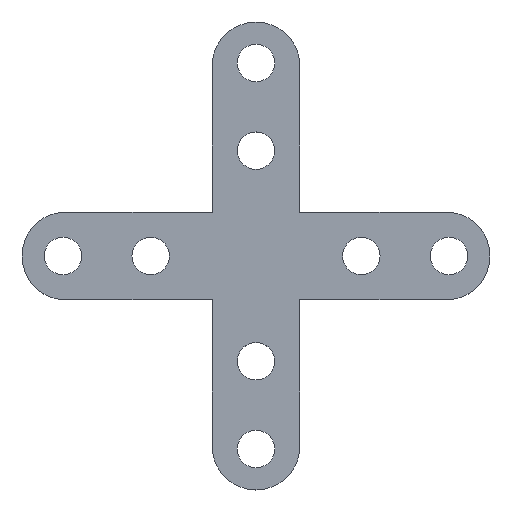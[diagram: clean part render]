
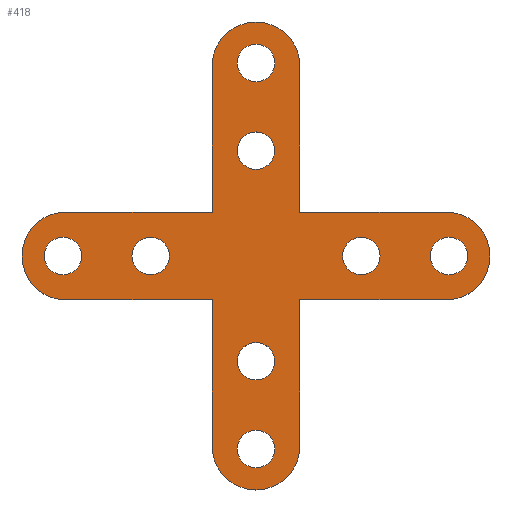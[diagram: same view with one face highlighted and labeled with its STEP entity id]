
A CAD part, top view. The second image highlights one B-rep face of the part: STEP entity #418.
In plain terms, the highlighted planar face has unit normal (0, 0, 1).
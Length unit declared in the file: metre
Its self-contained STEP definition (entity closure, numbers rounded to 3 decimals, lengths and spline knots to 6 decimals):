
#12=CIRCLE('',#446,0.0016);
#14=CIRCLE('',#449,0.0016);
#16=CIRCLE('',#452,0.0016);
#18=CIRCLE('',#455,0.0016);
#20=CIRCLE('',#458,0.0016);
#22=CIRCLE('',#461,0.0016);
#24=CIRCLE('',#464,0.0016);
#26=CIRCLE('',#467,0.0016);
#28=CIRCLE('',#470,0.00375);
#29=CIRCLE('',#471,0.00375);
#30=CIRCLE('',#472,0.00375);
#31=CIRCLE('',#473,0.00375);
#96=ORIENTED_EDGE('',*,*,#196,.T.);
#97=ORIENTED_EDGE('',*,*,#173,.F.);
#98=ORIENTED_EDGE('',*,*,#179,.T.);
#99=ORIENTED_EDGE('',*,*,#197,.T.);
#100=ORIENTED_EDGE('',*,*,#152,.F.);
#101=ORIENTED_EDGE('',*,*,#158,.F.);
#102=ORIENTED_EDGE('',*,*,#198,.T.);
#103=ORIENTED_EDGE('',*,*,#159,.T.);
#104=ORIENTED_EDGE('',*,*,#165,.F.);
#105=ORIENTED_EDGE('',*,*,#199,.T.);
#106=ORIENTED_EDGE('',*,*,#166,.T.);
#107=ORIENTED_EDGE('',*,*,#172,.T.);
#108=ORIENTED_EDGE('',*,*,#192,.F.);
#109=ORIENTED_EDGE('',*,*,#190,.F.);
#110=ORIENTED_EDGE('',*,*,#188,.F.);
#111=ORIENTED_EDGE('',*,*,#186,.F.);
#112=ORIENTED_EDGE('',*,*,#184,.F.);
#113=ORIENTED_EDGE('',*,*,#182,.F.);
#114=ORIENTED_EDGE('',*,*,#180,.F.);
#115=ORIENTED_EDGE('',*,*,#194,.F.);
#152=EDGE_CURVE('',#204,#205,#244,.T.);
#158=EDGE_CURVE('',#209,#204,#250,.T.);
#159=EDGE_CURVE('',#210,#211,#251,.T.);
#165=EDGE_CURVE('',#215,#211,#257,.T.);
#166=EDGE_CURVE('',#216,#217,#258,.T.);
#172=EDGE_CURVE('',#217,#221,#264,.T.);
#173=EDGE_CURVE('',#222,#223,#265,.T.);
#179=EDGE_CURVE('',#222,#227,#271,.T.);
#180=EDGE_CURVE('',#228,#228,#12,.T.);
#182=EDGE_CURVE('',#230,#230,#14,.T.);
#184=EDGE_CURVE('',#232,#232,#16,.T.);
#186=EDGE_CURVE('',#234,#234,#18,.T.);
#188=EDGE_CURVE('',#236,#236,#20,.T.);
#190=EDGE_CURVE('',#238,#238,#22,.T.);
#192=EDGE_CURVE('',#240,#240,#24,.T.);
#194=EDGE_CURVE('',#242,#242,#26,.T.);
#196=EDGE_CURVE('',#221,#223,#28,.T.);
#197=EDGE_CURVE('',#227,#205,#29,.T.);
#198=EDGE_CURVE('',#209,#210,#30,.T.);
#199=EDGE_CURVE('',#215,#216,#31,.T.);
#204=VERTEX_POINT('',#608);
#205=VERTEX_POINT('',#609);
#209=VERTEX_POINT('',#619);
#210=VERTEX_POINT('',#623);
#211=VERTEX_POINT('',#624);
#215=VERTEX_POINT('',#634);
#216=VERTEX_POINT('',#638);
#217=VERTEX_POINT('',#639);
#221=VERTEX_POINT('',#649);
#222=VERTEX_POINT('',#653);
#223=VERTEX_POINT('',#654);
#227=VERTEX_POINT('',#664);
#228=VERTEX_POINT('',#668);
#230=VERTEX_POINT('',#673);
#232=VERTEX_POINT('',#678);
#234=VERTEX_POINT('',#683);
#236=VERTEX_POINT('',#688);
#238=VERTEX_POINT('',#693);
#240=VERTEX_POINT('',#698);
#242=VERTEX_POINT('',#703);
#244=LINE('',#607,#272);
#250=LINE('',#620,#278);
#251=LINE('',#622,#279);
#257=LINE('',#635,#285);
#258=LINE('',#637,#286);
#264=LINE('',#650,#292);
#265=LINE('',#652,#293);
#271=LINE('',#665,#299);
#272=VECTOR('',#487,1.);
#278=VECTOR('',#495,1.);
#279=VECTOR('',#498,1.);
#285=VECTOR('',#506,1.);
#286=VECTOR('',#509,1.);
#292=VECTOR('',#517,1.);
#293=VECTOR('',#520,1.);
#299=VECTOR('',#528,1.);
#324=EDGE_LOOP('',(#96,#97,#98,#99,#100,#101,#102,#103,#104,#105,#106,#107));
#325=EDGE_LOOP('',(#108));
#326=EDGE_LOOP('',(#109));
#327=EDGE_LOOP('',(#110));
#328=EDGE_LOOP('',(#111));
#329=EDGE_LOOP('',(#112));
#330=EDGE_LOOP('',(#113));
#331=EDGE_LOOP('',(#114));
#332=EDGE_LOOP('',(#115));
#370=FACE_BOUND('',#324,.T.);
#371=FACE_BOUND('',#325,.T.);
#372=FACE_BOUND('',#326,.T.);
#373=FACE_BOUND('',#327,.T.);
#374=FACE_BOUND('',#328,.T.);
#375=FACE_BOUND('',#329,.T.);
#376=FACE_BOUND('',#330,.T.);
#377=FACE_BOUND('',#331,.T.);
#378=FACE_BOUND('',#332,.T.);
#400=PLANE('',#469);
#418=ADVANCED_FACE('',(#370,#371,#372,#373,#374,#375,#376,#377,#378),#400,
 .T.);
#446=AXIS2_PLACEMENT_3D('',#667,#531,#532);
#449=AXIS2_PLACEMENT_3D('',#672,#537,#538);
#452=AXIS2_PLACEMENT_3D('',#677,#543,#544);
#455=AXIS2_PLACEMENT_3D('',#682,#549,#550);
#458=AXIS2_PLACEMENT_3D('',#687,#555,#556);
#461=AXIS2_PLACEMENT_3D('',#692,#561,#562);
#464=AXIS2_PLACEMENT_3D('',#697,#567,#568);
#467=AXIS2_PLACEMENT_3D('',#702,#573,#574);
#469=AXIS2_PLACEMENT_3D('',#706,#577,#578);
#470=AXIS2_PLACEMENT_3D('',#707,#579,#580);
#471=AXIS2_PLACEMENT_3D('',#708,#581,#582);
#472=AXIS2_PLACEMENT_3D('',#709,#583,#584);
#473=AXIS2_PLACEMENT_3D('',#710,#585,#586);
#487=DIRECTION('',(0.,-1.,0.));
#495=DIRECTION('',(-1.,0.,0.));
#498=DIRECTION('',(-1.,0.,0.));
#506=DIRECTION('',(0.,-1.,0.));
#509=DIRECTION('',(0.,-1.,0.));
#517=DIRECTION('',(-1.,0.,0.));
#520=DIRECTION('',(-1.,0.,0.));
#528=DIRECTION('',(0.,-1.,0.));
#531=DIRECTION('',(0.,0.,1.));
#532=DIRECTION('',(1.,0.,0.));
#537=DIRECTION('',(0.,0.,1.));
#538=DIRECTION('',(1.,0.,0.));
#543=DIRECTION('',(0.,0.,1.));
#544=DIRECTION('',(1.,0.,0.));
#549=DIRECTION('',(0.,0.,1.));
#550=DIRECTION('',(1.,0.,0.));
#555=DIRECTION('',(0.,0.,1.));
#556=DIRECTION('',(1.,0.,0.));
#561=DIRECTION('',(0.,0.,1.));
#562=DIRECTION('',(1.,0.,0.));
#567=DIRECTION('',(0.,0.,1.));
#568=DIRECTION('',(1.,0.,0.));
#573=DIRECTION('',(0.,0.,1.));
#574=DIRECTION('',(1.,0.,0.));
#577=DIRECTION('',(0.,0.,1.));
#578=DIRECTION('',(1.,0.,0.));
#579=DIRECTION('',(0.,0.,1.));
#580=DIRECTION('',(1.,0.,0.));
#581=DIRECTION('',(0.,0.,1.));
#582=DIRECTION('',(1.,0.,0.));
#583=DIRECTION('',(0.,0.,1.));
#584=DIRECTION('',(1.,0.,0.));
#585=DIRECTION('',(0.,0.,1.));
#586=DIRECTION('',(1.,0.,0.));
#607=CARTESIAN_POINT('',(0.00375,-0.005966,0.002));
#608=CARTESIAN_POINT('',(0.00375,-0.00375,0.002));
#609=CARTESIAN_POINT('',(0.00375,-0.01625,0.002));
#619=CARTESIAN_POINT('',(0.01625,-0.00375,0.002));
#620=CARTESIAN_POINT('',(0.005966,-0.00375,0.002));
#622=CARTESIAN_POINT('',(0.005966,0.00375,0.002));
#623=CARTESIAN_POINT('',(0.01625,0.00375,0.002));
#624=CARTESIAN_POINT('',(0.00375,0.00375,0.002));
#634=CARTESIAN_POINT('',(0.00375,0.01625,0.002));
#635=CARTESIAN_POINT('',(0.00375,0.005966,0.002));
#637=CARTESIAN_POINT('',(-0.00375,0.005966,0.002));
#638=CARTESIAN_POINT('',(-0.00375,0.01625,0.002));
#639=CARTESIAN_POINT('',(-0.00375,0.00375,0.002));
#649=CARTESIAN_POINT('',(-0.01625,0.00375,0.002));
#650=CARTESIAN_POINT('',(-0.005966,0.00375,0.002));
#652=CARTESIAN_POINT('',(-0.005966,-0.00375,0.002));
#653=CARTESIAN_POINT('',(-0.00375,-0.00375,0.002));
#654=CARTESIAN_POINT('',(-0.01625,-0.00375,0.002));
#664=CARTESIAN_POINT('',(-0.00375,-0.01625,0.002));
#665=CARTESIAN_POINT('',(-0.00375,-0.005966,0.002));
#667=CARTESIAN_POINT('',(0.009,0.,0.002));
#668=CARTESIAN_POINT('',(0.0106,0.,0.002));
#672=CARTESIAN_POINT('',(0.,0.0165,0.002));
#673=CARTESIAN_POINT('',(0.0016,0.0165,0.002));
#677=CARTESIAN_POINT('',(0.,0.009,0.002));
#678=CARTESIAN_POINT('',(0.0016,0.009,0.002));
#682=CARTESIAN_POINT('',(-0.0165,0.,0.002));
#683=CARTESIAN_POINT('',(-0.0149,0.,0.002));
#687=CARTESIAN_POINT('',(-0.009,0.,0.002));
#688=CARTESIAN_POINT('',(-0.0074,0.,0.002));
#692=CARTESIAN_POINT('',(0.,-0.0165,0.002));
#693=CARTESIAN_POINT('',(0.0016,-0.0165,0.002));
#697=CARTESIAN_POINT('',(0.,-0.009,0.002));
#698=CARTESIAN_POINT('',(0.0016,-0.009,0.002));
#702=CARTESIAN_POINT('',(0.0165,0.,0.002));
#703=CARTESIAN_POINT('',(0.0181,0.,0.002));
#706=CARTESIAN_POINT('',(0.,0.,0.002));
#707=CARTESIAN_POINT('',(-0.01625,0.,0.002));
#708=CARTESIAN_POINT('',(0.,-0.01625,0.002));
#709=CARTESIAN_POINT('',(0.01625,0.,0.002));
#710=CARTESIAN_POINT('',(0.,0.01625,0.002));
